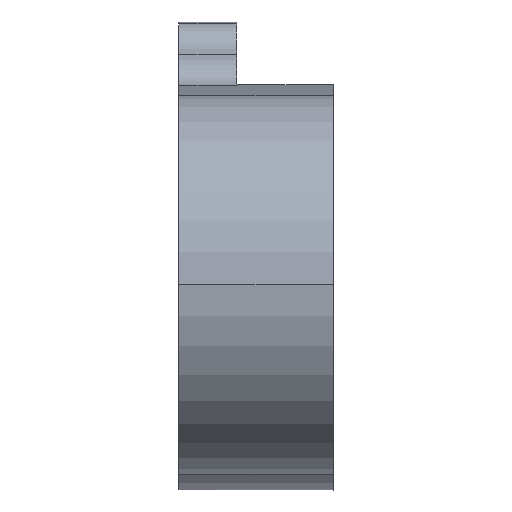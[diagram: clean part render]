
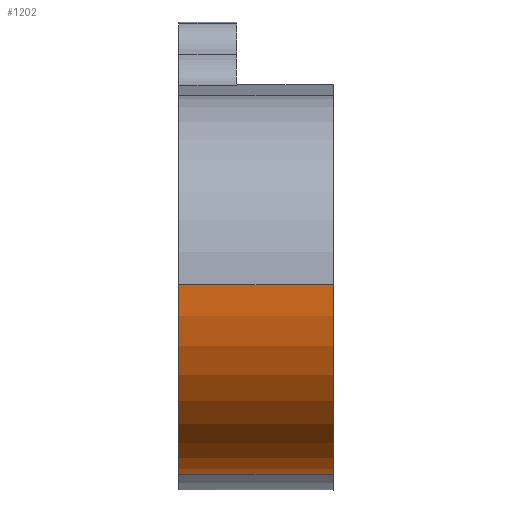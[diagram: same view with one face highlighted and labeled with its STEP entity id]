
A CAD part, top view. The second image highlights one B-rep face of the part: STEP entity #1202.
In plain terms, the highlighted cylindrical face has radius 31.115 mm (diameter 62.23 mm), a partial arc.
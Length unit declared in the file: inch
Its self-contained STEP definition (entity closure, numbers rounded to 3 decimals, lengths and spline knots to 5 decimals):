
#1 = AXIS2_PLACEMENT_3D ( 'NONE', #2073, #2420, #2763 ) ;
#141 = FACE_OUTER_BOUND ( 'NONE', #3745, .T. ) ;
#161 = AXIS2_PLACEMENT_3D ( 'NONE', #1686, #3171, #638 ) ;
#273 = LINE ( 'NONE', #4678, #4221 ) ;
#285 = ORIENTED_EDGE ( 'NONE', *, *, #941, .T. ) ;
#465 = DIRECTION ( 'NONE',  ( 1., 0., 0. ) ) ;
#532 = EDGE_CURVE ( 'NONE', #4327, #2453, #4219, .T. ) ;
#568 = EDGE_CURVE ( 'NONE', #2094, #2354, #4360, .T. ) ;
#607 = LINE ( 'NONE', #965, #3356 ) ;
#638 = DIRECTION ( 'NONE',  ( 0., 0., -1. ) ) ;
#863 = AXIS2_PLACEMENT_3D ( 'NONE', #3131, #3387, #4127 ) ;
#941 = EDGE_CURVE ( 'NONE', #2453, #2354, #273, .T. ) ;
#965 = CARTESIAN_POINT ( 'NONE',  ( 0.017, 0., 1.225 ) ) ;
#1202 = ADVANCED_FACE ( 'NONE', ( #141 ), #1292, .T. ) ;
#1242 = CARTESIAN_POINT ( 'NONE',  ( -0.483, -0.90557, -0.82497 ) ) ;
#1292 = CYLINDRICAL_SURFACE ( 'NONE', #863, 1.225 ) ;
#1686 = CARTESIAN_POINT ( 'NONE',  ( 0.517, 0., 0. ) ) ;
#1917 = CARTESIAN_POINT ( 'NONE',  ( 0.517, -0.90557, -0.82497 ) ) ;
#2073 = CARTESIAN_POINT ( 'NONE',  ( -0.483, 0., 0. ) ) ;
#2094 = VERTEX_POINT ( 'NONE', #2438 ) ;
#2354 = VERTEX_POINT ( 'NONE', #1917 ) ;
#2420 = DIRECTION ( 'NONE',  ( 1., 0., 0. ) ) ;
#2438 = CARTESIAN_POINT ( 'NONE',  ( 0.517, 0., 1.225 ) ) ;
#2453 = VERTEX_POINT ( 'NONE', #1242 ) ;
#2503 = ORIENTED_EDGE ( 'NONE', *, *, #532, .T. ) ;
#2753 = CARTESIAN_POINT ( 'NONE',  ( -0.483, 0., 1.225 ) ) ;
#2763 = DIRECTION ( 'NONE',  ( 0., 0., 1. ) ) ;
#3076 = ORIENTED_EDGE ( 'NONE', *, *, #568, .F. ) ;
#3131 = CARTESIAN_POINT ( 'NONE',  ( 0.017, 0., 0. ) ) ;
#3144 = DIRECTION ( 'NONE',  ( -1., 0., 0. ) ) ;
#3171 = DIRECTION ( 'NONE',  ( 1., 0., 0. ) ) ;
#3355 = ORIENTED_EDGE ( 'NONE', *, *, #3829, .T. ) ;
#3356 = VECTOR ( 'NONE', #3144, 39.37008 ) ;
#3387 = DIRECTION ( 'NONE',  ( -1., 0., 0. ) ) ;
#3745 = EDGE_LOOP ( 'NONE', ( #3076, #3355, #2503, #285 ) ) ;
#3829 = EDGE_CURVE ( 'NONE', #2094, #4327, #607, .T. ) ;
#4127 = DIRECTION ( 'NONE',  ( 0., 0., 1. ) ) ;
#4219 = CIRCLE ( 'NONE', #1, 1.225 ) ;
#4221 = VECTOR ( 'NONE', #465, 39.37008 ) ;
#4327 = VERTEX_POINT ( 'NONE', #2753 ) ;
#4360 = CIRCLE ( 'NONE', #161, 1.225 ) ;
#4678 = CARTESIAN_POINT ( 'NONE',  ( -1.53515, -0.90557, -0.82497 ) ) ;
